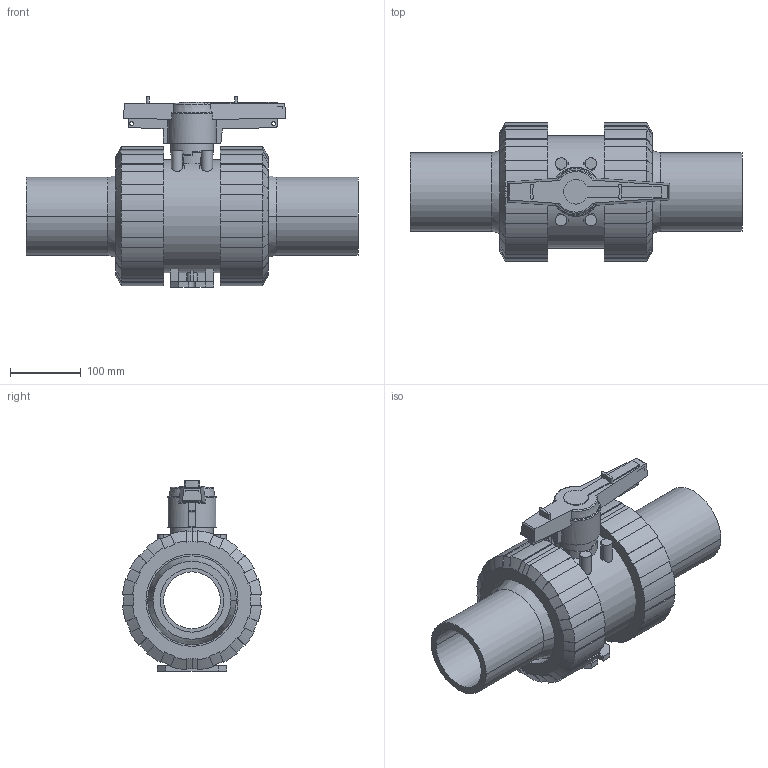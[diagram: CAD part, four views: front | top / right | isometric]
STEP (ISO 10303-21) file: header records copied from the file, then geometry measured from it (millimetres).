
FILE_DESCRIPTION(('STEP AP214'),'1');
FILE_NAME('cctmp_9748D1C0-C33B-483B-B825-70FB4F57C43E_2021_10_20_13_13_25_0682..stp','2021-10-20T11:13:26',('Praher Valves GmbH'),('CADClick - www.CADClick.com'),'Spatial InterOp 3D',' ','unknown authorization');
FILE_SCHEMA(('AUTOMOTIVE_DESIGN'));
Length unit declared in the file: millimetre
Products named in the file (7): cc_unnamed; 210465_5; 210465_4; 210465_3; 210465_2; 210465_1; 210465
Assembly tree (6 placements, depth 2):
  cc_unnamed
    210465_5
    210465_4
    210465_3
    210465_2
    210465_1
    210465
Bounding box: 468 x 195.88 x 268.4 mm (x, y, z)
Volume: 5700538.1 mm3; surface area: 688807.1 mm2
Topology: 6 solids, 6 shells, 447 faces, 1277 edges, 848 vertices
Faces by surface type: plane 215, cylinder 140, cone 84, torus 8
Entity records: 18968 total; most frequent: CARTESIAN_POINT 3586, ORIENTED_EDGE 2554, DIRECTION 2433, EDGE_CURVE 1277, AXIS2_PLACEMENT_3D 894, VERTEX_POINT 848, LINE 645, VECTOR 645
